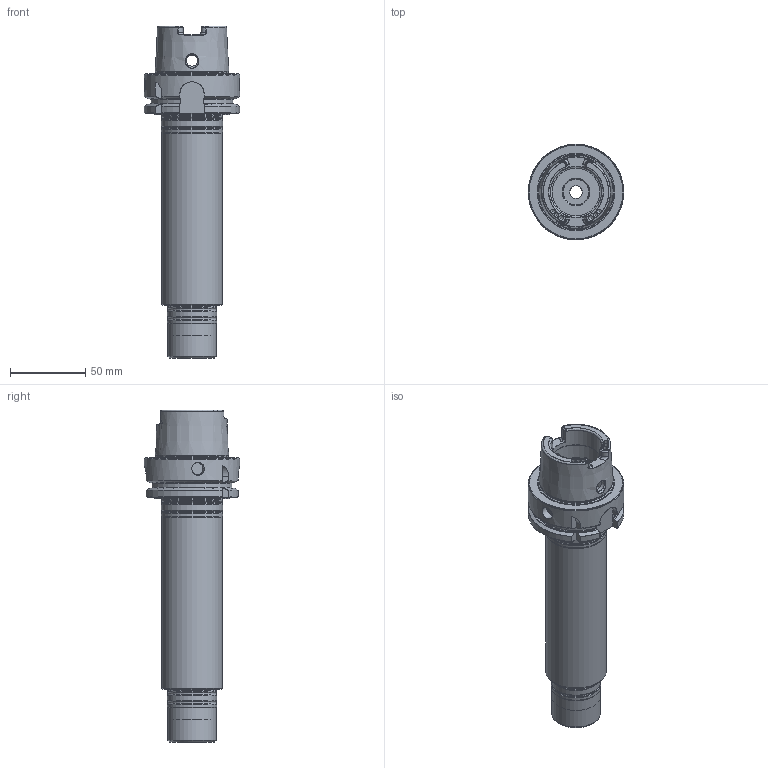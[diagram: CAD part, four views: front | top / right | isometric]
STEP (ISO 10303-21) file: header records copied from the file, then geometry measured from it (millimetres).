
FILE_DESCRIPTION(/* description */ (''),/* implementation_level */ '2;1');
FILE_NAME(/* name */ '456312590.stp',/* time_stamp */ '2021-01-08T12:41:30',/* author */ ('LRA'),/* organization */ ('REGO-FIX'),/* preprocessor_version */ ' Unknown',/* originating_system */ 'SIEMENS PLM Software Solid Edge ST10',/* authorization */ 'Unknown');
FILE_SCHEMA (('AUTOMOTIVE_DESIGN { 1 0 10303 214 2 1 1}'));
Length unit declared in the file: millimetre
Products named in the file (1): NOCUT
Bounding box: 63.3 x 63.3 x 220.2 mm (x, y, z)
Volume: 495715.2 mm3; surface area: 97865.4 mm2
Topology: 2 solids, 2 shells, 337 faces, 865 edges, 541 vertices
Faces by surface type: cone 99, cylinder 96, plane 87, torus 55
Full cylindrical faces by diameter (mm): 3 x12, 7.5 x4, 8.4 x2, 8.5 x2, 10 x2, 10.106 x4, 16.917 x2, 18 x2, 20 x2, 32 x2, 32.3 x1, 32.5 x4, 32.8 x3, 33.7 x2, 34 x2, 40 x3, 40.3 x1, 40.5 x3, 40.8 x3, 48.129 x1, 48.43 x1, 63 x1, 63.3 x1
Entity records: 11706 total; most frequent: CARTESIAN_POINT 2303, DIRECTION 1452, ORIENTED_EDGE 1264, AXIS2_PLACEMENT_3D 640, EDGE_CURVE 632, FACE_BOUND 534, EDGE_LOOP 522, VERTEX_POINT 486
